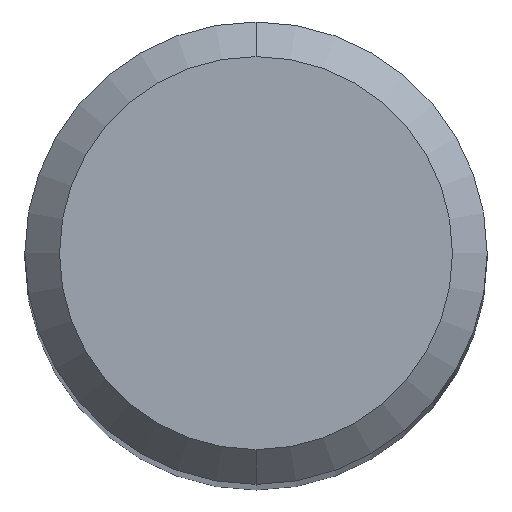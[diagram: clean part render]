
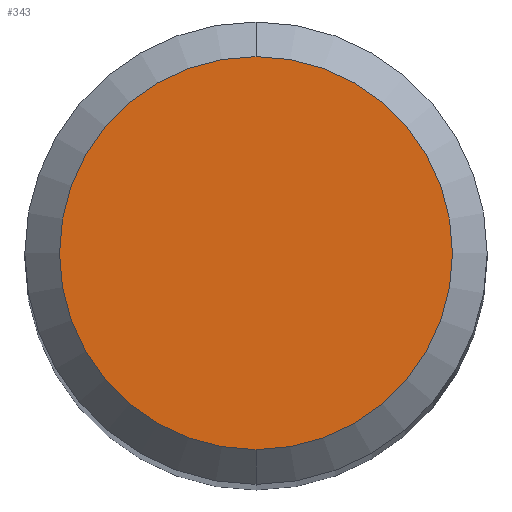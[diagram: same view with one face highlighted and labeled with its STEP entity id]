
A CAD part, top view. The second image highlights one B-rep face of the part: STEP entity #343.
In plain terms, the highlighted planar face has unit normal (0, 0, 1).
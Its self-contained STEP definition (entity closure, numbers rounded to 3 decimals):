
#303=EDGE_CURVE('',#545,#603,#859,.T.);
#343=ADVANCED_FACE('',(#903),#904,.T.);
#515=EDGE_CURVE('',#603,#545,#1100,.T.);
#545=VERTEX_POINT('',#1131);
#603=VERTEX_POINT('',#1192);
#859=CIRCLE('',#1461,1.7);
#903=FACE_OUTER_BOUND('',#1545,.T.);
#904=PLANE('',#1546);
#1100=CIRCLE('',#1895,1.7);
#1131=CARTESIAN_POINT('',(0.0,1.7,0.0));
#1192=CARTESIAN_POINT('',(0.,-1.7,0.0));
#1461=AXIS2_PLACEMENT_3D('',#2630,#2631,#2632);
#1545=EDGE_LOOP('',(#2683,#2684));
#1546=AXIS2_PLACEMENT_3D('',#2685,#2686,#2687);
#1895=AXIS2_PLACEMENT_3D('',#2982,#2983,#2984);
#2630=CARTESIAN_POINT('',(0.0,0.0,0.0));
#2631=DIRECTION('',(0.0,0.0,-1.0));
#2632=DIRECTION('',(0.0,1.0,0.0));
#2683=ORIENTED_EDGE('',*,*,#303,.F.);
#2684=ORIENTED_EDGE('',*,*,#515,.F.);
#2685=CARTESIAN_POINT('',(0.0,0.85,0.0));
#2686=DIRECTION('',(-0.0,0.0,1.0));
#2687=DIRECTION('',(0.0,-1.0,0.0));
#2982=CARTESIAN_POINT('',(0.0,0.0,0.0));
#2983=DIRECTION('',(0.0,0.0,-1.0));
#2984=DIRECTION('',(0.0,1.0,0.0));
